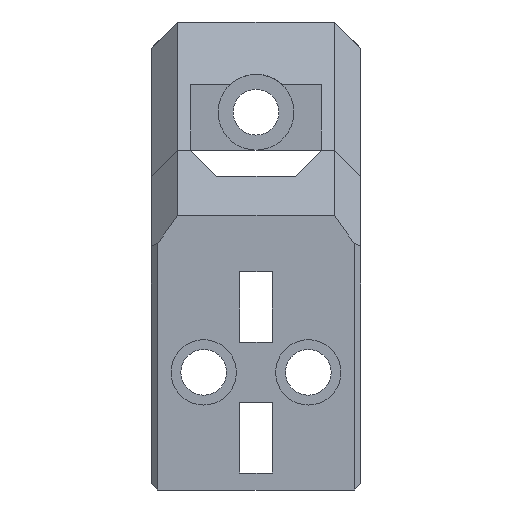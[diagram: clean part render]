
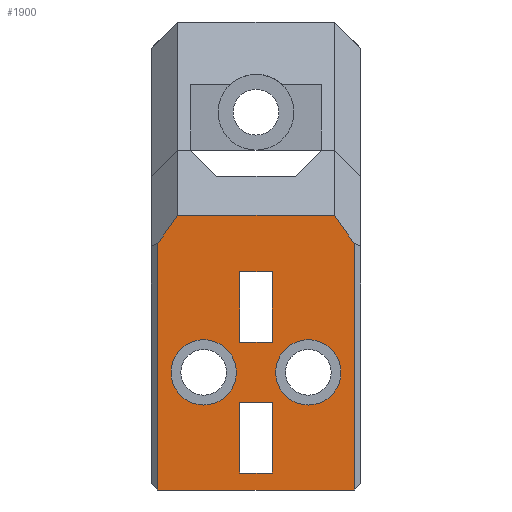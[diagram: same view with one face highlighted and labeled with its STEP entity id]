
A CAD part, left-side view. The second image highlights one B-rep face of the part: STEP entity #1900.
In plain terms, the highlighted planar face has unit normal (-1, 0, 0).
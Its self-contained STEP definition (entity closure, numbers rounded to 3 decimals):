
#46=CIRCLE('',#2029,2.5);
#47=CIRCLE('',#2030,2.5);
#87=FACE_BOUND('',#260,.T.);
#88=FACE_BOUND('',#261,.T.);
#89=FACE_BOUND('',#262,.T.);
#90=FACE_BOUND('',#263,.T.);
#138=FACE_OUTER_BOUND('',#259,.T.);
#259=EDGE_LOOP('',(#1443,#1444,#1445,#1446,#1447,#1448));
#260=EDGE_LOOP('',(#1449,#1450,#1451,#1452));
#261=EDGE_LOOP('',(#1453,#1454,#1455,#1456));
#262=EDGE_LOOP('',(#1457));
#263=EDGE_LOOP('',(#1458));
#394=LINE('',#2731,#626);
#421=LINE('',#2793,#653);
#424=LINE('',#2799,#656);
#447=LINE('',#2853,#679);
#469=LINE('',#2898,#701);
#475=LINE('',#2909,#707);
#476=LINE('',#2912,#708);
#477=LINE('',#2914,#709);
#478=LINE('',#2916,#710);
#479=LINE('',#2917,#711);
#480=LINE('',#2920,#712);
#481=LINE('',#2922,#713);
#482=LINE('',#2924,#714);
#483=LINE('',#2925,#715);
#626=VECTOR('',#2193,10.);
#653=VECTOR('',#2238,10.);
#656=VECTOR('',#2245,10.);
#679=VECTOR('',#2288,10.);
#701=VECTOR('',#2330,10.);
#707=VECTOR('',#2338,10.);
#708=VECTOR('',#2339,10.);
#709=VECTOR('',#2340,10.);
#710=VECTOR('',#2341,10.);
#711=VECTOR('',#2342,10.);
#712=VECTOR('',#2343,10.);
#713=VECTOR('',#2344,10.);
#714=VECTOR('',#2345,10.);
#715=VECTOR('',#2346,10.);
#851=VERTEX_POINT('',#2721);
#854=VERTEX_POINT('',#2729);
#880=VERTEX_POINT('',#2792);
#881=VERTEX_POINT('',#2798);
#902=VERTEX_POINT('',#2852);
#915=VERTEX_POINT('',#2897);
#920=VERTEX_POINT('',#2910);
#921=VERTEX_POINT('',#2911);
#922=VERTEX_POINT('',#2913);
#923=VERTEX_POINT('',#2915);
#924=VERTEX_POINT('',#2918);
#925=VERTEX_POINT('',#2919);
#926=VERTEX_POINT('',#2921);
#927=VERTEX_POINT('',#2923);
#928=VERTEX_POINT('',#2926);
#929=VERTEX_POINT('',#2928);
#1027=EDGE_CURVE('',#854,#851,#394,.T.);
#1058=EDGE_CURVE('',#851,#880,#421,.T.);
#1061=EDGE_CURVE('',#880,#881,#424,.T.);
#1088=EDGE_CURVE('',#881,#902,#447,.T.);
#1111=EDGE_CURVE('',#902,#915,#469,.T.);
#1117=EDGE_CURVE('',#915,#854,#475,.T.);
#1118=EDGE_CURVE('',#920,#921,#476,.T.);
#1119=EDGE_CURVE('',#921,#922,#477,.T.);
#1120=EDGE_CURVE('',#922,#923,#478,.T.);
#1121=EDGE_CURVE('',#923,#920,#479,.T.);
#1122=EDGE_CURVE('',#924,#925,#480,.T.);
#1123=EDGE_CURVE('',#925,#926,#481,.T.);
#1124=EDGE_CURVE('',#926,#927,#482,.T.);
#1125=EDGE_CURVE('',#927,#924,#483,.T.);
#1126=EDGE_CURVE('',#928,#928,#46,.T.);
#1127=EDGE_CURVE('',#929,#929,#47,.T.);
#1443=ORIENTED_EDGE('',*,*,#1027,.F.);
#1444=ORIENTED_EDGE('',*,*,#1117,.F.);
#1445=ORIENTED_EDGE('',*,*,#1111,.F.);
#1446=ORIENTED_EDGE('',*,*,#1088,.F.);
#1447=ORIENTED_EDGE('',*,*,#1061,.F.);
#1448=ORIENTED_EDGE('',*,*,#1058,.F.);
#1449=ORIENTED_EDGE('',*,*,#1118,.T.);
#1450=ORIENTED_EDGE('',*,*,#1119,.T.);
#1451=ORIENTED_EDGE('',*,*,#1120,.T.);
#1452=ORIENTED_EDGE('',*,*,#1121,.T.);
#1453=ORIENTED_EDGE('',*,*,#1122,.T.);
#1454=ORIENTED_EDGE('',*,*,#1123,.T.);
#1455=ORIENTED_EDGE('',*,*,#1124,.T.);
#1456=ORIENTED_EDGE('',*,*,#1125,.T.);
#1457=ORIENTED_EDGE('',*,*,#1126,.T.);
#1458=ORIENTED_EDGE('',*,*,#1127,.T.);
#1815=PLANE('',#2028);
#1900=ADVANCED_FACE('',(#138,#87,#88,#89,#90),#1815,.T.);
#2028=AXIS2_PLACEMENT_3D('',#2908,#2336,#2337);
#2029=AXIS2_PLACEMENT_3D('',#2927,#2347,#2348);
#2030=AXIS2_PLACEMENT_3D('',#2929,#2349,#2350);
#2193=DIRECTION('',(0.,0.,-1.));
#2238=DIRECTION('',(0.,1.,0.));
#2245=DIRECTION('',(0.,0.,1.));
#2288=DIRECTION('',(0.,-0.577,0.816));
#2330=DIRECTION('',(0.,-1.,0.));
#2336=DIRECTION('center_axis',(-1.,0.,0.));
#2337=DIRECTION('ref_axis',(0.,0.,1.));
#2338=DIRECTION('',(0.,-0.577,-0.816));
#2339=DIRECTION('',(0.,0.,-1.));
#2340=DIRECTION('',(0.,1.,0.));
#2341=DIRECTION('',(0.,0.,1.));
#2342=DIRECTION('',(0.,-1.,0.));
#2343=DIRECTION('',(0.,0.,-1.));
#2344=DIRECTION('',(0.,1.,0.));
#2345=DIRECTION('',(0.,0.,1.));
#2346=DIRECTION('',(0.,-1.,0.));
#2347=DIRECTION('center_axis',(1.,0.,0.));
#2348=DIRECTION('ref_axis',(0.,0.,1.));
#2349=DIRECTION('center_axis',(1.,0.,0.));
#2350=DIRECTION('ref_axis',(0.,0.,1.));
#2721=CARTESIAN_POINT('',(0.,0.5,-26.));
#2729=CARTESIAN_POINT('',(0.,0.5,-7.121));
#2731=CARTESIAN_POINT('',(0.,0.5,-17.05));
#2792=CARTESIAN_POINT('',(0.,15.5,-26.));
#2793=CARTESIAN_POINT('',(0.,0.,-26.));
#2798=CARTESIAN_POINT('',(0.,15.5,-7.121));
#2799=CARTESIAN_POINT('',(0.,15.5,-17.05));
#2852=CARTESIAN_POINT('',(0.,14.,-5.));
#2853=CARTESIAN_POINT('',(0.,15.217,-6.722));
#2897=CARTESIAN_POINT('',(0.,2.,-5.));
#2898=CARTESIAN_POINT('',(0.,8.,-5.));
#2908=CARTESIAN_POINT('Origin',(0.,0.,-26.));
#2909=CARTESIAN_POINT('',(0.,-1.884,-10.493));
#2910=CARTESIAN_POINT('',(0.,6.75,-9.3));
#2911=CARTESIAN_POINT('',(0.,6.75,-14.7));
#2912=CARTESIAN_POINT('',(0.,6.75,-19.));
#2913=CARTESIAN_POINT('',(0.,9.25,-14.7));
#2914=CARTESIAN_POINT('',(0.,4.,-14.7));
#2915=CARTESIAN_POINT('',(0.,9.25,-9.3));
#2916=CARTESIAN_POINT('',(0.,9.25,-19.));
#2917=CARTESIAN_POINT('',(0.,4.,-9.3));
#2918=CARTESIAN_POINT('',(0.,6.75,-19.3));
#2919=CARTESIAN_POINT('',(0.,6.75,-24.7));
#2920=CARTESIAN_POINT('',(0.,6.75,-24.));
#2921=CARTESIAN_POINT('',(0.,9.25,-24.7));
#2922=CARTESIAN_POINT('',(0.,4.,-24.7));
#2923=CARTESIAN_POINT('',(0.,9.25,-19.3));
#2924=CARTESIAN_POINT('',(0.,9.25,-24.));
#2925=CARTESIAN_POINT('',(0.,4.,-19.3));
#2926=CARTESIAN_POINT('',(0.,4.,-19.5));
#2927=CARTESIAN_POINT('Origin',(0.,4.,-17.));
#2928=CARTESIAN_POINT('',(0.,12.,-19.5));
#2929=CARTESIAN_POINT('Origin',(0.,12.,-17.));
